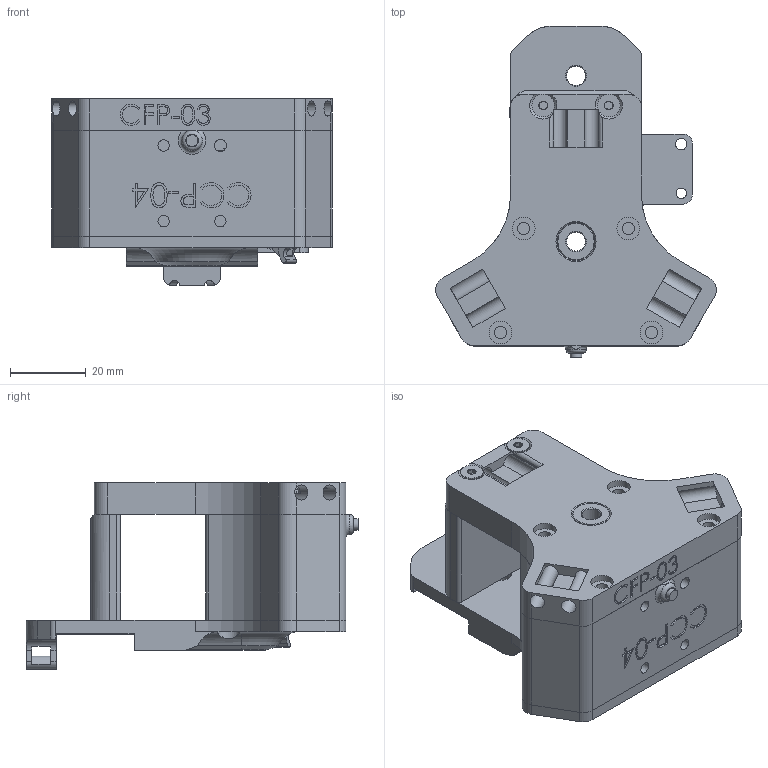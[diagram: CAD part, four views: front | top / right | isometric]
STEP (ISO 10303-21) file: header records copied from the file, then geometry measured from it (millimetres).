
FILE_DESCRIPTION(/* description */ (''),/* implementation_level */ '2;1');
FILE_NAME(/* name */ 'modif touch micro switch with contact pin v15.step',/* time_stamp */ '2021-02-04T10:53:56+01:00',/* author */ (''),/* organization */ (''),/* preprocessor_version */ 'ST-DEVELOPER v18.1',/* originating_system */ 'Autodesk Translation Framework v9.7.1.1290',/* authorisation */ '');
FILE_SCHEMA (('AUTOMOTIVE_DESIGN { 1 0 10303 214 3 1 1 }'));
Length unit declared in the file: millimetre
Products named in the file (9): modif touch micro switch with contact pin; omron switch; jubilee 29_06_carriage_Carriage Back Plate; brass pin; jubilee 29_06_carriage_Carriage Front Plate; roulement à bille; 4in1 Tool for Jubilee v1_m3_8mm_flathead_screw_92125A128_92125A128; carriage; renfort carriage Copier
Assembly tree (9 placements, depth 3):
  modif touch micro switch with contact pin
    omron switch
    jubilee 29_06_carriage_Carriage Back Plate
    brass pin
    jubilee 29_06_carriage_Carriage Front Plate
      roulement à bille
      4in1 Tool for Jubilee v1_m3_8mm_flathead_screw_92125A128_92125A128  x2
    carriage
    renfort carriage Copier
Bounding box: 74.3 x 87.87 x 49.4 mm (x, y, z)
Volume: 84162 mm3; surface area: 40599.3 mm2
Topology: 12 solids, 12 shells, 909 faces, 2404 edges, 1577 vertices
Faces by surface type: plane 426, cylinder 301, bspline 116, cone 53, torus 9, sphere 4
Full cylindrical faces by diameter (mm): 1.4 x2, 1.7 x1, 2.25 x2, 2.35 x22, 2.5 x1, 2.65 x1, 2.75 x1, 3 x28, 3.1 x1, 3.2 x21, 3.6 x2, 4 x6, 4.5 x1, 5 x1, 5.05 x2, 5.1 x11, 5.5 x4, 6 x10, 10 x3
Entity records: 37635 total; most frequent: CARTESIAN_POINT 16237, ORIENTED_EDGE 4576, DIRECTION 4003, EDGE_CURVE 2288, VERTEX_POINT 1504, AXIS2_PLACEMENT_3D 1346, LINE 1311, VECTOR 1311
